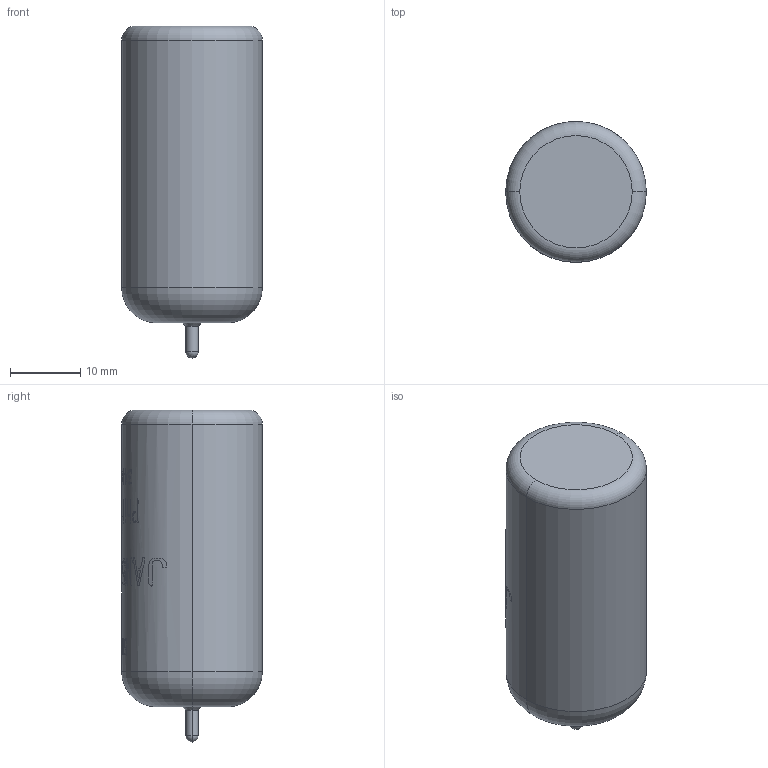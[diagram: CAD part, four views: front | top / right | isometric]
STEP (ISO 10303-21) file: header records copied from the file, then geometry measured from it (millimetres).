
FILE_DESCRIPTION (( 'STEP AP214' ), '1' );
FILE_NAME ('萇赽奪USA5687WB.STEP', '2012-05-28T07:32:46', ( '' ), ( '' ), 'SwSTEP 2.0', 'SolidWorks 2012', '' );
FILE_SCHEMA (( 'AUTOMOTIVE_DESIGN' ));
Length unit declared in the file: millimetre
Products named in the file (1): 萇赽奪USA5687WB
Bounding box: 20 x 20 x 47.25 mm (x, y, z)
Volume: 12934.3 mm3; surface area: 3105.5 mm2
Topology: 1 solids, 1 shells, 64 faces, 723 edges, 710 vertices
Faces by surface type: cylinder 54, torus 4, sphere 2, cone 2, plane 2
Entity records: 11003 total; most frequent: CARTESIAN_POINT 6216, ORIENTED_EDGE 1438, EDGE_CURVE 719, VERTEX_POINT 708, B_SPLINE_CURVE_WITH_KNOTS 316, DIRECTION 263, EDGE_LOOP 115, AXIS2_PLACEMENT_3D 109
